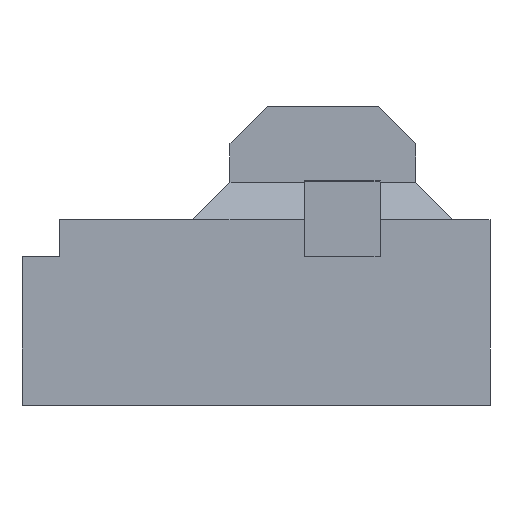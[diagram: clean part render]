
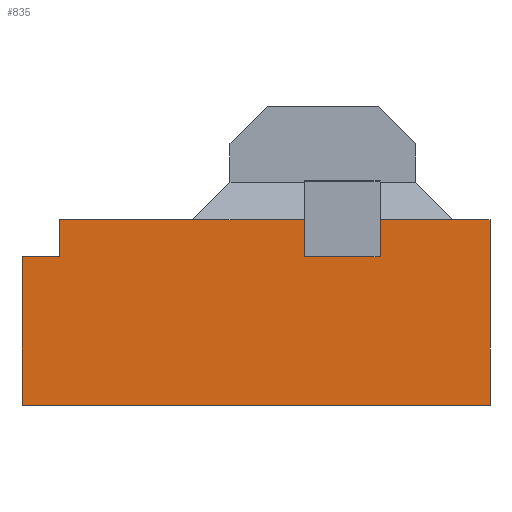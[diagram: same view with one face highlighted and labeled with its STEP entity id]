
A CAD part, top view. The second image highlights one B-rep face of the part: STEP entity #835.
In plain terms, the highlighted planar face has unit normal (0, 0, 1).
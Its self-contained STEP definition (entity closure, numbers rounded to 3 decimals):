
#1 = EDGE_CURVE ( 'NONE', #386, #154, #579, .T. ) ;
#2 = CARTESIAN_POINT ( 'NONE',  ( 14.2, 15., 10. ) ) ;
#9 = CARTESIAN_POINT ( 'NONE',  ( 4., 10., 10. ) ) ;
#16 = LINE ( 'NONE', #360, #124 ) ;
#41 = DIRECTION ( 'NONE',  ( 1., 0., 0. ) ) ;
#53 = CARTESIAN_POINT ( 'NONE',  ( 29., 0., 10. ) ) ;
#63 = EDGE_CURVE ( 'NONE', #390, #1000, #932, .T. ) ;
#71 = VERTEX_POINT ( 'NONE', #248 ) ;
#72 = CARTESIAN_POINT ( 'NONE',  ( -29., 15., 10. ) ) ;
#73 = CARTESIAN_POINT ( 'NONE',  ( 4., 15., 10. ) ) ;
#107 = VECTOR ( 'NONE', #403, 1000. ) ;
#124 = VECTOR ( 'NONE', #1033, 1000. ) ;
#130 = DIRECTION ( 'NONE',  ( 0., -1., 0. ) ) ;
#145 = PLANE ( 'NONE',  #716 ) ;
#150 = DIRECTION ( 'NONE',  ( 1., 0., 0. ) ) ;
#154 = VERTEX_POINT ( 'NONE', #845 ) ;
#159 = CARTESIAN_POINT ( 'NONE',  ( -34., 10., 10. ) ) ;
#160 = VECTOR ( 'NONE', #342, 1000. ) ;
#174 = VERTEX_POINT ( 'NONE', #9 ) ;
#221 = EDGE_CURVE ( 'NONE', #1097, #611, #547, .T. ) ;
#222 = ORIENTED_EDGE ( 'NONE', *, *, #221, .F. ) ;
#225 = CARTESIAN_POINT ( 'NONE',  ( 14.2, 10., 10. ) ) ;
#240 = ORIENTED_EDGE ( 'NONE', *, *, #453, .F. ) ;
#248 = CARTESIAN_POINT ( 'NONE',  ( 29., -10., 10. ) ) ;
#268 = EDGE_CURVE ( 'NONE', #174, #611, #796, .T. ) ;
#270 = EDGE_LOOP ( 'NONE', ( #583, #780, #457, #222, #240, #356, #1056, #465, #886, #626, #1022, #994 ) ) ;
#309 = CARTESIAN_POINT ( 'NONE',  ( 0., 10., 10. ) ) ;
#328 = LINE ( 'NONE', #769, #392 ) ;
#342 = DIRECTION ( 'NONE',  ( 1., 0., 0. ) ) ;
#356 = ORIENTED_EDGE ( 'NONE', *, *, #995, .F. ) ;
#360 = CARTESIAN_POINT ( 'NONE',  ( 14.2, 0., 10. ) ) ;
#368 = CARTESIAN_POINT ( 'NONE',  ( -44.811, 15., 10. ) ) ;
#386 = VERTEX_POINT ( 'NONE', #641 ) ;
#390 = VERTEX_POINT ( 'NONE', #916 ) ;
#392 = VECTOR ( 'NONE', #150, 1000. ) ;
#394 = LINE ( 'NONE', #979, #852 ) ;
#403 = DIRECTION ( 'NONE',  ( 1., 0., 0. ) ) ;
#406 = EDGE_CURVE ( 'NONE', #154, #71, #992, .T. ) ;
#408 = CARTESIAN_POINT ( 'NONE',  ( -44.811, 0., 10. ) ) ;
#446 = VERTEX_POINT ( 'NONE', #225 ) ;
#453 = EDGE_CURVE ( 'NONE', #833, #1097, #394, .T. ) ;
#457 = ORIENTED_EDGE ( 'NONE', *, *, #268, .T. ) ;
#465 = ORIENTED_EDGE ( 'NONE', *, *, #63, .T. ) ;
#471 = EDGE_CURVE ( 'NONE', #528, #386, #474, .T. ) ;
#474 = LINE ( 'NONE', #809, #537 ) ;
#507 = EDGE_CURVE ( 'NONE', #174, #446, #328, .T. ) ;
#511 = EDGE_CURVE ( 'NONE', #1000, #71, #679, .T. ) ;
#516 = VECTOR ( 'NONE', #840, 1000. ) ;
#528 = VERTEX_POINT ( 'NONE', #2 ) ;
#534 = DIRECTION ( 'NONE',  ( 0., 1., 0. ) ) ;
#537 = VECTOR ( 'NONE', #985, 1000. ) ;
#547 = LINE ( 'NONE', #368, #783 ) ;
#571 = VECTOR ( 'NONE', #1055, 1000. ) ;
#579 = LINE ( 'NONE', #748, #851 ) ;
#583 = ORIENTED_EDGE ( 'NONE', *, *, #655, .F. ) ;
#611 = VERTEX_POINT ( 'NONE', #73 ) ;
#626 = ORIENTED_EDGE ( 'NONE', *, *, #406, .F. ) ;
#630 = CARTESIAN_POINT ( 'NONE',  ( 4., 0., 10. ) ) ;
#641 = CARTESIAN_POINT ( 'NONE',  ( 24., 15., 10. ) ) ;
#648 = CARTESIAN_POINT ( 'NONE',  ( -29., 0., 10. ) ) ;
#655 = EDGE_CURVE ( 'NONE', #446, #528, #16, .T. ) ;
#663 = VECTOR ( 'NONE', #130, 1000. ) ;
#670 = CARTESIAN_POINT ( 'NONE',  ( 0., -10., 10. ) ) ;
#679 = LINE ( 'NONE', #670, #160 ) ;
#716 = AXIS2_PLACEMENT_3D ( 'NONE', #408, #825, #1093 ) ;
#739 = CARTESIAN_POINT ( 'NONE',  ( -34., -10., 10. ) ) ;
#746 = FACE_OUTER_BOUND ( 'NONE', #270, .T. ) ;
#748 = CARTESIAN_POINT ( 'NONE',  ( -44.811, 15., 10. ) ) ;
#769 = CARTESIAN_POINT ( 'NONE',  ( -29., 10., 10. ) ) ;
#776 = VERTEX_POINT ( 'NONE', #830 ) ;
#780 = ORIENTED_EDGE ( 'NONE', *, *, #507, .F. ) ;
#781 = LINE ( 'NONE', #648, #944 ) ;
#783 = VECTOR ( 'NONE', #41, 1000. ) ;
#796 = LINE ( 'NONE', #630, #571 ) ;
#809 = CARTESIAN_POINT ( 'NONE',  ( -44.811, 15., 10. ) ) ;
#811 = DIRECTION ( 'NONE',  ( 1., 0., 0. ) ) ;
#821 = EDGE_CURVE ( 'NONE', #390, #776, #1001, .T. ) ;
#825 = DIRECTION ( 'NONE',  ( 0., 0., 1. ) ) ;
#830 = CARTESIAN_POINT ( 'NONE',  ( -29., 10., 10. ) ) ;
#833 = VERTEX_POINT ( 'NONE', #72 ) ;
#835 = ADVANCED_FACE ( 'NONE', ( #746 ), #145, .T. ) ;
#840 = DIRECTION ( 'NONE',  ( 0., -1., 0. ) ) ;
#845 = CARTESIAN_POINT ( 'NONE',  ( 29., 15., 10. ) ) ;
#851 = VECTOR ( 'NONE', #811, 1000. ) ;
#852 = VECTOR ( 'NONE', #895, 1000. ) ;
#886 = ORIENTED_EDGE ( 'NONE', *, *, #511, .T. ) ;
#887 = CARTESIAN_POINT ( 'NONE',  ( -11., 15., 10. ) ) ;
#895 = DIRECTION ( 'NONE',  ( 1., 0., 0. ) ) ;
#916 = CARTESIAN_POINT ( 'NONE',  ( -34., 10., 10. ) ) ;
#932 = LINE ( 'NONE', #159, #516 ) ;
#944 = VECTOR ( 'NONE', #534, 1000. ) ;
#979 = CARTESIAN_POINT ( 'NONE',  ( -44.811, 15., 10. ) ) ;
#985 = DIRECTION ( 'NONE',  ( 1., 0., 0. ) ) ;
#992 = LINE ( 'NONE', #53, #663 ) ;
#994 = ORIENTED_EDGE ( 'NONE', *, *, #471, .F. ) ;
#995 = EDGE_CURVE ( 'NONE', #776, #833, #781, .T. ) ;
#1000 = VERTEX_POINT ( 'NONE', #739 ) ;
#1001 = LINE ( 'NONE', #309, #107 ) ;
#1022 = ORIENTED_EDGE ( 'NONE', *, *, #1, .F. ) ;
#1033 = DIRECTION ( 'NONE',  ( 0., 1., 0. ) ) ;
#1055 = DIRECTION ( 'NONE',  ( 0., 1., 0. ) ) ;
#1056 = ORIENTED_EDGE ( 'NONE', *, *, #821, .F. ) ;
#1093 = DIRECTION ( 'NONE',  ( 1., 0., 0. ) ) ;
#1097 = VERTEX_POINT ( 'NONE', #887 ) ;
